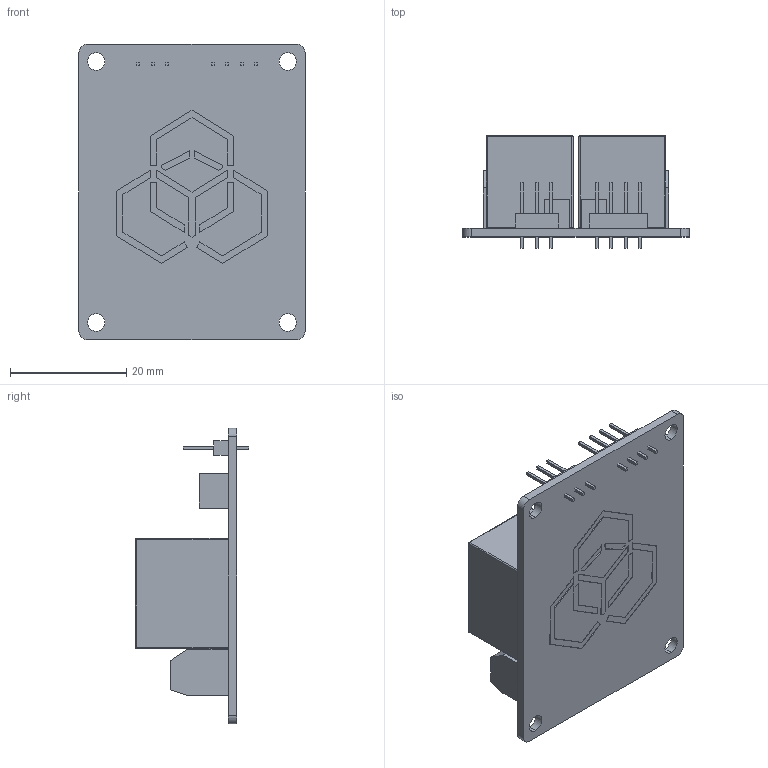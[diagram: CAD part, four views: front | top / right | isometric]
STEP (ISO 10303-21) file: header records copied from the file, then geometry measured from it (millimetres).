
FILE_DESCRIPTION (( 'STEP AP214' ), '1' );
FILE_NAME ('Äâóõêàíàëüíîå ðåëå.STEP', '2015-11-28T18:04:37', ( '' ), ( '' ), 'SwSTEP 2.0', 'SolidWorks 2015', '' );
FILE_SCHEMA (( 'AUTOMOTIVE_DESIGN' ));
Length unit declared in the file: millimetre
Products named in the file (1): Äâóõêàíàëüíîå ðåëå
Bounding box: 39 x 19.5 x 51 mm (x, y, z)
Volume: 14034.6 mm3; surface area: 11414.4 mm2
Topology: 34 solids, 34 shells, 390 faces, 882 edges, 572 vertices
Faces by surface type: plane 326, cylinder 56, sphere 8
Entity records: 11491 total; most frequent: CARTESIAN_POINT 1861, ORIENTED_EDGE 1748, DIRECTION 1744, EDGE_CURVE 874, VECTOR 770, LINE 770, VERTEX_POINT 572, AXIS2_PLACEMENT_3D 487
